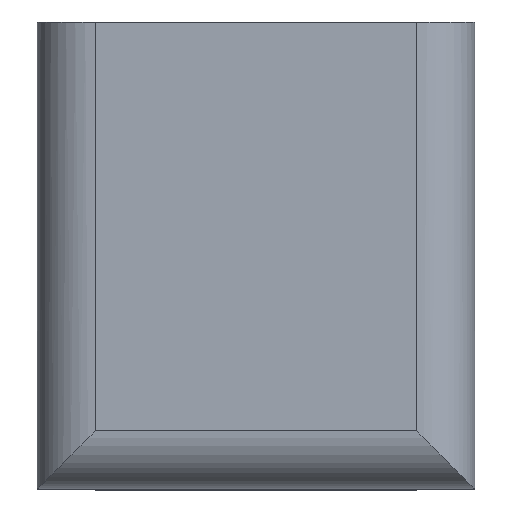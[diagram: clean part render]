
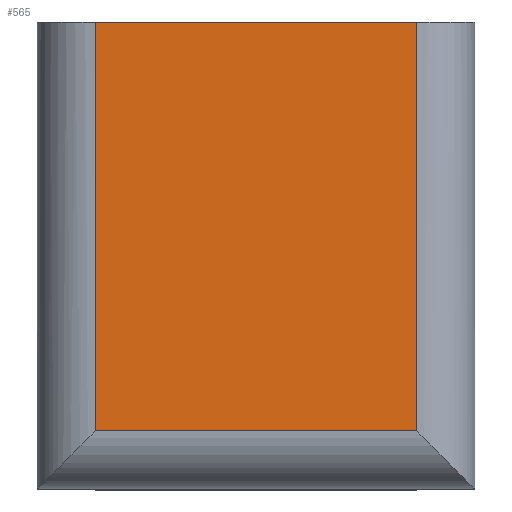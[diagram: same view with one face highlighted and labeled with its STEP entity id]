
A CAD part, top view. The second image highlights one B-rep face of the part: STEP entity #565.
In plain terms, the highlighted planar face has unit normal (0, 0, 1).
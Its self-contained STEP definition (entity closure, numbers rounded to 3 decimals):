
#45 = EDGE_CURVE ( 'NONE', #1295, #628, #499, .T. ) ;
#47 = ORIENTED_EDGE ( 'NONE', *, *, #399, .T. ) ;
#76 = CARTESIAN_POINT ( 'NONE',  ( 7.5, -4., 4. ) ) ;
#121 = EDGE_CURVE ( 'NONE', #418, #850, #140, .T. ) ;
#140 = LINE ( 'NONE', #455, #618 ) ;
#184 = PLANE ( 'NONE',  #1046 ) ;
#270 = LINE ( 'NONE', #458, #595 ) ;
#282 = CARTESIAN_POINT ( 'NONE',  ( 6.5, -3., 4. ) ) ;
#399 = EDGE_CURVE ( 'NONE', #850, #1295, #270, .T. ) ;
#418 = VERTEX_POINT ( 'NONE', #792 ) ;
#426 = DIRECTION ( 'NONE',  ( 0., -1., 0. ) ) ;
#455 = CARTESIAN_POINT ( 'NONE',  ( 7.5, -3., 4. ) ) ;
#458 = CARTESIAN_POINT ( 'NONE',  ( 6.5, -4., 4. ) ) ;
#498 = DIRECTION ( 'NONE',  ( 0., 0., -1. ) ) ;
#499 = LINE ( 'NONE', #1259, #1115 ) ;
#500 = EDGE_LOOP ( 'NONE', ( #1077, #559, #1174, #47 ) ) ;
#509 = VECTOR ( 'NONE', #426, 1000. ) ;
#559 = ORIENTED_EDGE ( 'NONE', *, *, #763, .T. ) ;
#565 = ADVANCED_FACE ( 'NONE', ( #1146 ), #184, .F. ) ;
#595 = VECTOR ( 'NONE', #702, 1000. ) ;
#618 = VECTOR ( 'NONE', #1335, 1000. ) ;
#628 = VERTEX_POINT ( 'NONE', #739 ) ;
#702 = DIRECTION ( 'NONE',  ( 0., 1., 0. ) ) ;
#739 = CARTESIAN_POINT ( 'NONE',  ( 1., 4., 4. ) ) ;
#763 = EDGE_CURVE ( 'NONE', #628, #418, #1299, .T. ) ;
#792 = CARTESIAN_POINT ( 'NONE',  ( 1., -3., 4. ) ) ;
#850 = VERTEX_POINT ( 'NONE', #282 ) ;
#1046 = AXIS2_PLACEMENT_3D ( 'NONE', #76, #498, #1382 ) ;
#1077 = ORIENTED_EDGE ( 'NONE', *, *, #45, .T. ) ;
#1115 = VECTOR ( 'NONE', #1126, 1000. ) ;
#1126 = DIRECTION ( 'NONE',  ( -1., 0., 0. ) ) ;
#1146 = FACE_OUTER_BOUND ( 'NONE', #500, .T. ) ;
#1174 = ORIENTED_EDGE ( 'NONE', *, *, #121, .T. ) ;
#1196 = CARTESIAN_POINT ( 'NONE',  ( 1., -4., 4. ) ) ;
#1246 = CARTESIAN_POINT ( 'NONE',  ( 6.5, 4., 4. ) ) ;
#1259 = CARTESIAN_POINT ( 'NONE',  ( 7.5, 4., 4. ) ) ;
#1295 = VERTEX_POINT ( 'NONE', #1246 ) ;
#1299 = LINE ( 'NONE', #1196, #509 ) ;
#1335 = DIRECTION ( 'NONE',  ( 1., 0., 0. ) ) ;
#1382 = DIRECTION ( 'NONE',  ( -1., 0., 0. ) ) ;
